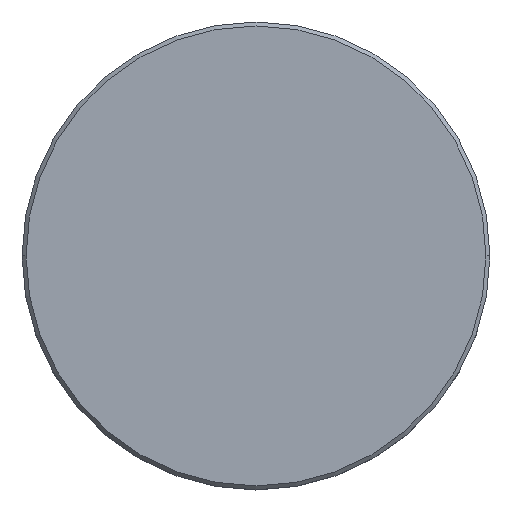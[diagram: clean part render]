
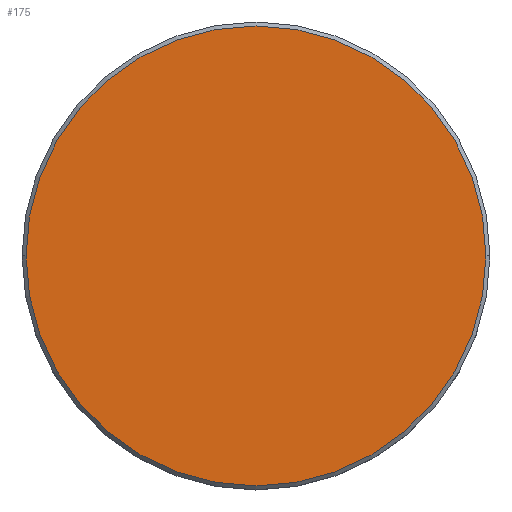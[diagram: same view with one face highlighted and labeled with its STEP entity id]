
A CAD part, top view. The second image highlights one B-rep face of the part: STEP entity #175.
In plain terms, the highlighted planar face has unit normal (0, 0, 1).
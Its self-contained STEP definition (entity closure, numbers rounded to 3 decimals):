
#20 = CARTESIAN_POINT ( 'NONE',  ( 0., 0., 0. ) ) ;
#34 = AXIS2_PLACEMENT_3D ( 'NONE', #788, #616, #976 ) ;
#41 = DIRECTION ( 'NONE',  ( 1., 0., 0. ) ) ;
#50 = CARTESIAN_POINT ( 'NONE',  ( -29., 0., 0. ) ) ;
#104 = CIRCLE ( 'NONE', #815, 29. ) ;
#175 = ADVANCED_FACE ( 'NONE', ( #828 ), #911, .T. ) ;
#323 = VERTEX_POINT ( 'NONE', #611 ) ;
#466 = EDGE_CURVE ( 'NONE', #631, #323, #104, .T. ) ;
#611 = CARTESIAN_POINT ( 'NONE',  ( 29., 0., 0. ) ) ;
#616 = DIRECTION ( 'NONE',  ( 0., 0., 1. ) ) ;
#631 = VERTEX_POINT ( 'NONE', #50 ) ;
#736 = ORIENTED_EDGE ( 'NONE', *, *, #882, .T. ) ;
#738 = DIRECTION ( 'NONE',  ( 0., 0., 1. ) ) ;
#774 = DIRECTION ( 'NONE',  ( 0., 0., 1. ) ) ;
#788 = CARTESIAN_POINT ( 'NONE',  ( 0., 0., 0. ) ) ;
#815 = AXIS2_PLACEMENT_3D ( 'NONE', #846, #774, #41 ) ;
#818 = AXIS2_PLACEMENT_3D ( 'NONE', #20, #738, #1107 ) ;
#828 = FACE_OUTER_BOUND ( 'NONE', #1062, .T. ) ;
#846 = CARTESIAN_POINT ( 'NONE',  ( 0., 0., 0. ) ) ;
#856 = CIRCLE ( 'NONE', #34, 29. ) ;
#882 = EDGE_CURVE ( 'NONE', #323, #631, #856, .T. ) ;
#911 = PLANE ( 'NONE',  #818 ) ;
#976 = DIRECTION ( 'NONE',  ( 1., 0., 0. ) ) ;
#1047 = ORIENTED_EDGE ( 'NONE', *, *, #466, .T. ) ;
#1062 = EDGE_LOOP ( 'NONE', ( #1047, #736 ) ) ;
#1107 = DIRECTION ( 'NONE',  ( 1., 0., 0. ) ) ;
